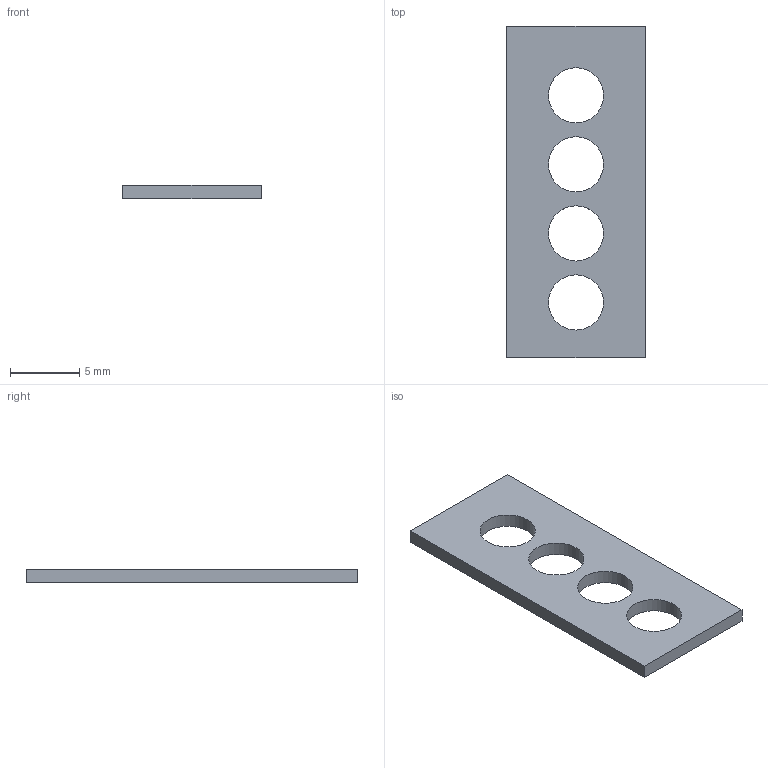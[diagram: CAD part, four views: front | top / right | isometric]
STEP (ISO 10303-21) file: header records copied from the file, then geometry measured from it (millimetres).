
FILE_DESCRIPTION(('Open CASCADE Model'),'2;1');
FILE_NAME('Open CASCADE Shape Model','2009-07-16T11:01:47',('Author'),( 'Open CASCADE'),'Open CASCADE STEP processor 6.3','Open CASCADE 6.3' ,'Unknown');
FILE_SCHEMA(('AUTOMOTIVE_DESIGN_CC2 { 1 2 10303 214 -1 1 5 4 }'));
Length unit declared in the file: millimetre
Products named in the file (1): Open CASCADE STEP translator 6.3 11
Bounding box: 10 x 24 x 1 mm (x, y, z)
Volume: 189.7 mm3; surface area: 497.7 mm2
Topology: 1 solids, 1 shells, 10 faces, 32 edges, 24 vertices
Faces by surface type: plane 6, cylinder 4
Full cylindrical faces by diameter (mm): 4 x4
Entity records: 818 total; most frequent: DIRECTION 134, CARTESIAN_POINT 131, ORIENTED_EDGE 64, LINE 64, VECTOR 64, PCURVE 64, DEFINITIONAL_REPRESENTATION 64, EDGE_CURVE 32
